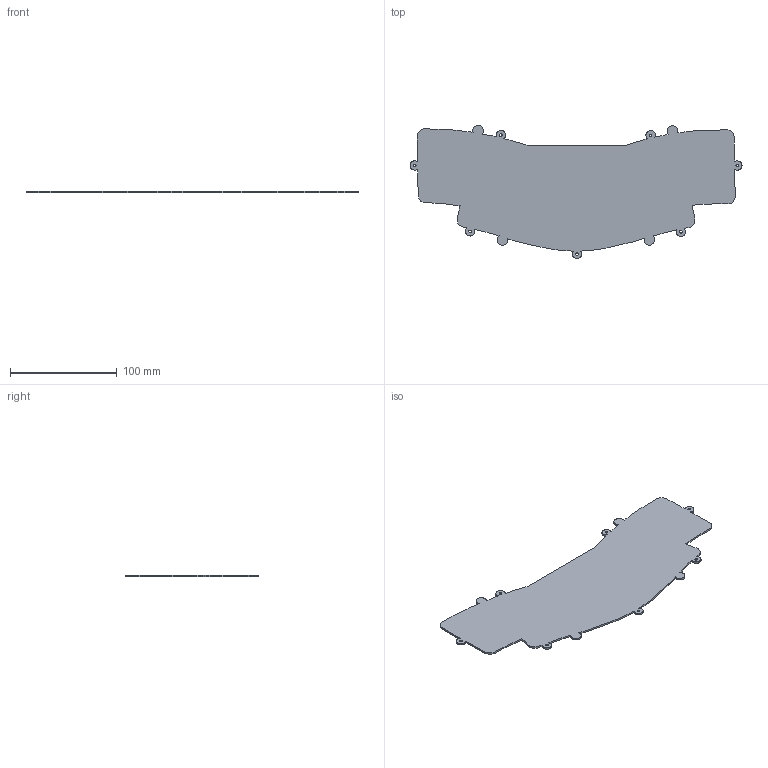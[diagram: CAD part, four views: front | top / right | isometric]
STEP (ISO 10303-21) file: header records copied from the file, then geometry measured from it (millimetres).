
FILE_DESCRIPTION(/* description */ (''),/* implementation_level */ '2;1');
FILE_NAME(/* name */ 'Forever-1 full bottom plate.step',/* time_stamp */ '2023-09-03T09:44:19-07:00',/* author */ (''),/* organization */ (''),/* preprocessor_version */ 'ST-DEVELOPER v20',/* originating_system */ 'Autodesk Translation Framework v12.9.0.99',/* authorisation */ '');
FILE_SCHEMA (('AUTOMOTIVE_DESIGN { 1 0 10303 214 3 1 1 }'));
Length unit declared in the file: millimetre
Products named in the file (1): Smile36Az
Bounding box: 311.57 x 125.21 x 1.6 mm (x, y, z)
Volume: 42526 mm3; surface area: 54696.6 mm2
Topology: 1 solids, 1 shells, 102 faces, 300 edges, 200 vertices
Faces by surface type: plane 75, cylinder 27
Full cylindrical faces by diameter (mm): 2.5 x7
Entity records: 3463 total; most frequent: CARTESIAN_POINT 603, ORIENTED_EDGE 600, DIRECTION 560, EDGE_CURVE 300, LINE 246, VECTOR 246, VERTEX_POINT 200, AXIS2_PLACEMENT_3D 157
